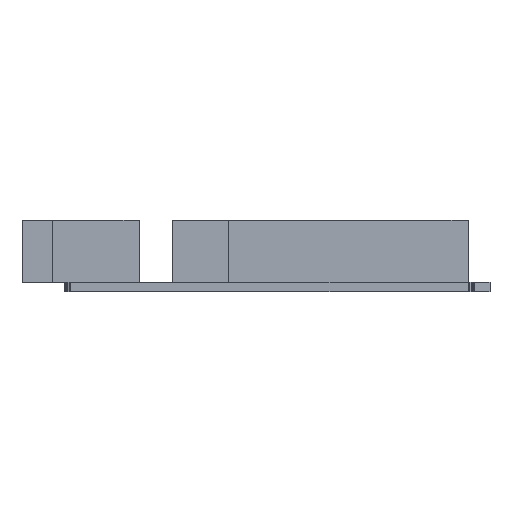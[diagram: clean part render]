
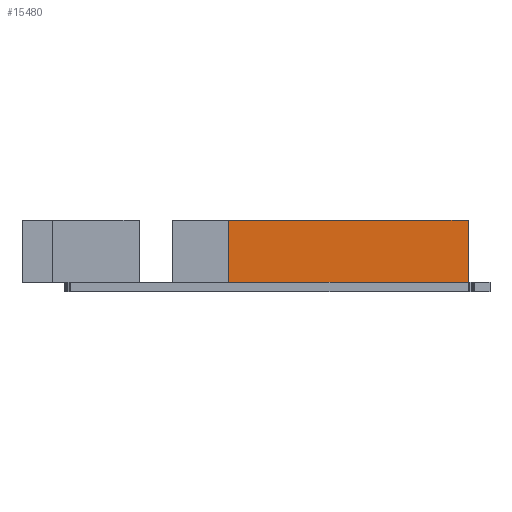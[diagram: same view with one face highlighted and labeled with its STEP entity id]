
A CAD part, front view. The second image highlights one B-rep face of the part: STEP entity #15480.
In plain terms, the highlighted planar face has unit normal (0, -1, 0).
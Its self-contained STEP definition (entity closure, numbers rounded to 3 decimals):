
#62=FACE_OUTER_BOUND('',#837,.T.);
#837=EDGE_LOOP('',(#10151,#10152,#10153,#10154));
#1645=LINE('',#20978,#3954);
#1653=LINE('',#20993,#3962);
#1654=LINE('',#20995,#3963);
#1655=LINE('',#20996,#3964);
#3954=VECTOR('',#17105,10.);
#3962=VECTOR('',#17117,10.);
#3963=VECTOR('',#17120,10.);
#3964=VECTOR('',#17121,10.);
#6248=VERTEX_POINT('',#20974);
#6250=VERTEX_POINT('',#20977);
#6254=VERTEX_POINT('',#20989);
#6255=VERTEX_POINT('',#20991);
#7801=EDGE_CURVE('',#6248,#6250,#1645,.T.);
#7809=EDGE_CURVE('',#6254,#6255,#1653,.T.);
#7810=EDGE_CURVE('',#6254,#6248,#1654,.T.);
#7811=EDGE_CURVE('',#6250,#6255,#1655,.T.);
#10151=ORIENTED_EDGE('',*,*,#7810,.F.);
#10152=ORIENTED_EDGE('',*,*,#7809,.T.);
#10153=ORIENTED_EDGE('',*,*,#7811,.F.);
#10154=ORIENTED_EDGE('',*,*,#7801,.F.);
#14705=PLANE('',#16269);
#15480=ADVANCED_FACE('',(#62),#14705,.T.);
#16269=AXIS2_PLACEMENT_3D('',#20994,#17118,#17119);
#17105=DIRECTION('',(0.,0.,1.));
#17117=DIRECTION('',(0.,0.,1.));
#17118=DIRECTION('center_axis',(0.,-1.,0.));
#17119=DIRECTION('ref_axis',(1.,0.,0.));
#17120=DIRECTION('',(-1.,0.,0.));
#17121=DIRECTION('',(1.,0.,0.));
#20974=CARTESIAN_POINT('',(26.396,159.689,1.6));
#20977=CARTESIAN_POINT('',(26.396,159.689,11.6));
#20978=CARTESIAN_POINT('',(26.396,159.689,1.6));
#20989=CARTESIAN_POINT('',(64.996,159.689,1.6));
#20991=CARTESIAN_POINT('',(64.996,159.689,11.6));
#20993=CARTESIAN_POINT('',(64.996,159.689,1.6));
#20994=CARTESIAN_POINT('Origin',(26.396,159.689,1.6));
#20995=CARTESIAN_POINT('',(40.687,159.689,1.6));
#20996=CARTESIAN_POINT('',(64.996,159.689,11.6));
